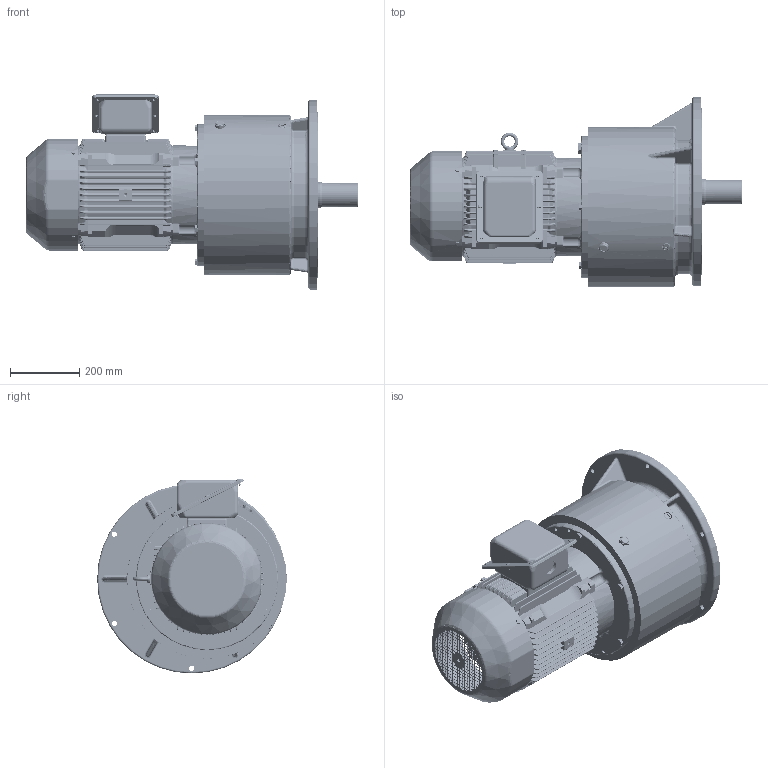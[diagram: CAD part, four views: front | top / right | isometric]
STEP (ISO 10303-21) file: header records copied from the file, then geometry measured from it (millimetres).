
FILE_DESCRIPTION (( 'STEP AP214' ), '1' );
FILE_NAME ('EK2DO07192H001_F_15KW_R30.stp', '2022-06-27T04:51:59', ( 'Windows 餌辨濠' ), ( '' ), 'SwSTEP 2.0', 'SolidWorks 2021', '' );
FILE_SCHEMA (( 'AUTOMOTIVE_DESIGN' ));
Length unit declared in the file: millimetre
Products named in the file (1): EK2DO07192H001_F_15KW_R30
Bounding box: 956.2 x 546.5 x 561.64 mm (x, y, z)
Volume: 79186477 mm3; surface area: 3370793.3 mm2
Topology: 41 solids, 41 shells, 6108 faces, 16126 edges, 10152 vertices
Faces by surface type: cylinder 2372, plane 2015, bspline 1096, cone 316, torus 271, sphere 38
Full cylindrical faces by diameter (mm): 1.5 x1, 2.6 x4, 3 x1, 4 x2, 5 x6, 6 x10, 6.647 x24, 7 x12, 8 x26, 8.376 x12, 9 x11, 9.4 x1, 10 x4, 10.106 x16, 11 x4, 11.6 x10, 12 x21, 14 x6, 15 x6, 16 x1, 16.6 x6, 18 x1, 20.376 x2, 22 x1, 24.117 x2, 25 x1, 26 x1, 27 x1, 28 x1, 32 x2
Entity records: 297053 total; most frequent: CARTESIAN_POINT 86759, ORIENTED_EDGE 31184, DIRECTION 27910, EDGE_CURVE 15592, AXIS2_PLACEMENT_3D 10351, VERTEX_POINT 9970, VECTOR 7208, LINE 7208
